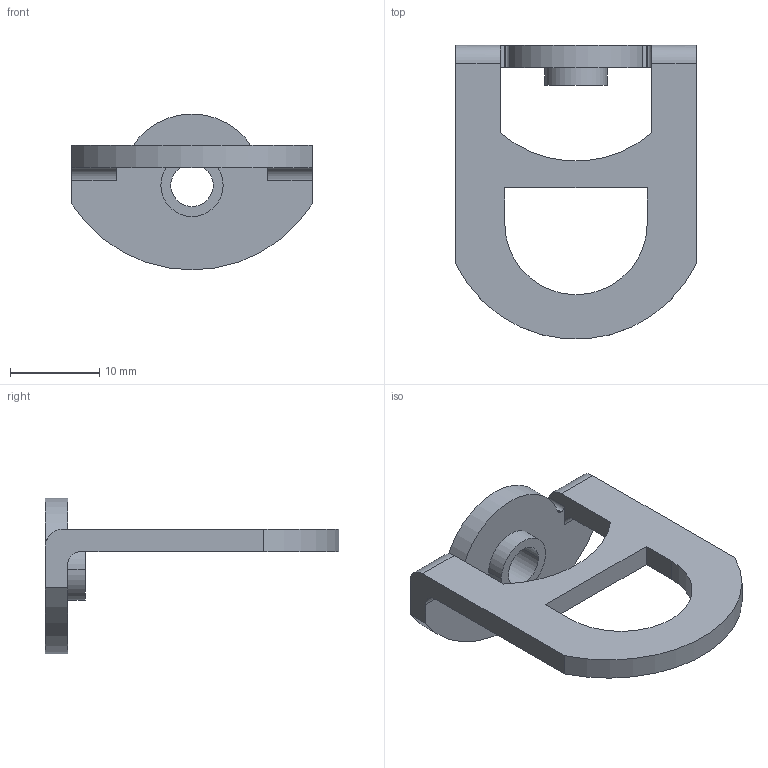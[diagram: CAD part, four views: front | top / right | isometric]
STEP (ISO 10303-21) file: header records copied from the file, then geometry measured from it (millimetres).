
FILE_DESCRIPTION (( 'STEP AP214' ), '1' );
FILE_NAME ('3462862.stp', '2018-11-29T10:22:51', ( '' ), ( '' ), 'SwSTEP 2.0', 'SolidWorks 2018', '' );
FILE_SCHEMA (( 'AUTOMOTIVE_DESIGN' ));
Length unit declared in the file: millimetre
Products named in the file (1): 3462862
Bounding box: 27 x 32.94 x 17.5 mm (x, y, z)
Volume: 1940.2 mm3; surface area: 2193.5 mm2
Topology: 1 solids, 1 shells, 31 faces, 88 edges, 58 vertices
Faces by surface type: cylinder 17, plane 14
Entity records: 1178 total; most frequent: CARTESIAN_POINT 274, DIRECTION 182, ORIENTED_EDGE 176, EDGE_CURVE 88, AXIS2_PLACEMENT_3D 64, VERTEX_POINT 58, LINE 54, VECTOR 54
